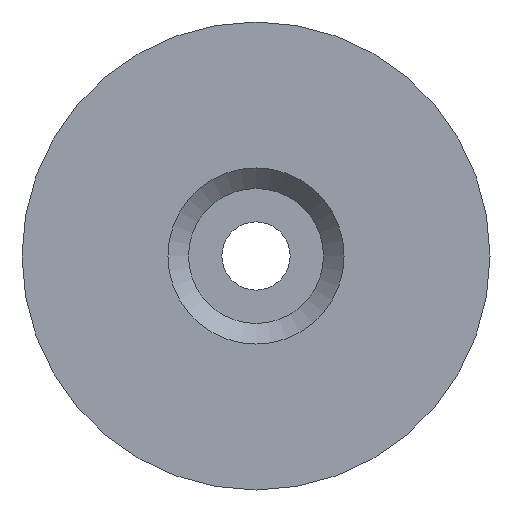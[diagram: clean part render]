
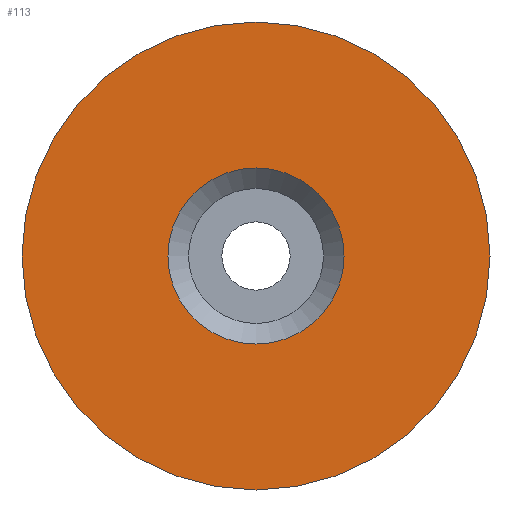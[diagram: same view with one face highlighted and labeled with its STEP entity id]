
A CAD part, left-side view. The second image highlights one B-rep face of the part: STEP entity #113.
In plain terms, the highlighted planar face has unit normal (-1, 0, 0).
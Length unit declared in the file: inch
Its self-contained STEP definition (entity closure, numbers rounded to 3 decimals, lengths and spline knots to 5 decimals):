
#15=FACE_BOUND('',#41,.T.);
#19=PLANE('',#151);
#31=FACE_OUTER_BOUND('',#40,.T.);
#40=EDGE_LOOP('',(#100));
#41=EDGE_LOOP('',(#101));
#57=CIRCLE('',#143,0.56459);
#58=CIRCLE('',#145,1.5);
#65=VERTEX_POINT('',#202);
#66=VERTEX_POINT('',#206);
#75=EDGE_CURVE('',#65,#65,#57,.T.);
#76=EDGE_CURVE('',#66,#66,#58,.F.);
#100=ORIENTED_EDGE('',*,*,#76,.F.);
#101=ORIENTED_EDGE('',*,*,#75,.F.);
#113=ADVANCED_FACE('',(#31,#15),#19,.F.);
#143=AXIS2_PLACEMENT_3D('',#204,#168,#169);
#145=AXIS2_PLACEMENT_3D('',#207,#172,#173);
#151=AXIS2_PLACEMENT_3D('',#218,#186,#187);
#168=DIRECTION('center_axis',(-1.,0.,0.));
#169=DIRECTION('ref_axis',(0.,-1.,0.));
#172=DIRECTION('center_axis',(-1.,0.,0.));
#173=DIRECTION('ref_axis',(0.,0.,1.));
#186=DIRECTION('center_axis',(1.,0.,0.));
#187=DIRECTION('ref_axis',(0.,0.,-1.));
#202=CARTESIAN_POINT('',(0.,0.56459,0.));
#204=CARTESIAN_POINT('Origin',(0.,0.,
0.));
#206=CARTESIAN_POINT('',(0.,0.,-1.5));
#207=CARTESIAN_POINT('Origin',(0.,0.,0.));
#218=CARTESIAN_POINT('Origin',(0.,0.,0.));
